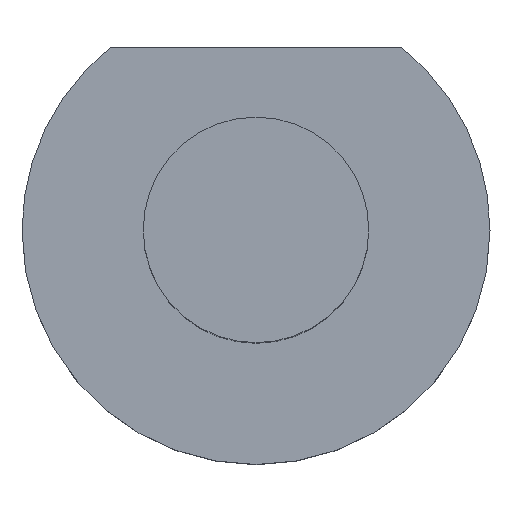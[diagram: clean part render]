
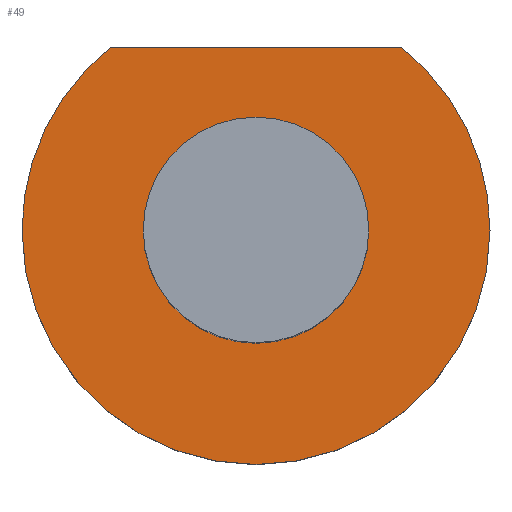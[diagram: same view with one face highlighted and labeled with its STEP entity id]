
A CAD part, top view. The second image highlights one B-rep face of the part: STEP entity #49.
In plain terms, the highlighted planar face has unit normal (0, 0, 1).
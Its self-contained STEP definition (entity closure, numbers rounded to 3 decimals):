
#40=FACE_BOUND('',#71,.T.);
#41=FACE_BOUND('',#72,.T.);
#43=PLANE('',#205);
#49=ADVANCED_FACE('',(#40,#41),#43,.F.);
#71=EDGE_LOOP('',(#98,#99,#100,#101));
#72=EDGE_LOOP('',(#102,#103));
#79=CIRCLE('',#196,20.);
#81=CIRCLE('',#200,20.);
#82=CIRCLE('',#202,41.5);
#83=CIRCLE('',#203,41.5);
#84=CIRCLE('',#204,41.5);
#98=ORIENTED_EDGE('',*,*,#142,.F.);
#99=ORIENTED_EDGE('',*,*,#143,.T.);
#100=ORIENTED_EDGE('',*,*,#144,.T.);
#101=ORIENTED_EDGE('',*,*,#145,.T.);
#102=ORIENTED_EDGE('',*,*,#139,.T.);
#103=ORIENTED_EDGE('',*,*,#141,.T.);
#124=VERTEX_POINT('',#273);
#127=VERTEX_POINT('',#278);
#128=VERTEX_POINT('',#286);
#129=VERTEX_POINT('',#287);
#130=VERTEX_POINT('',#289);
#131=VERTEX_POINT('',#291);
#139=EDGE_CURVE('',#124,#127,#79,.T.);
#141=EDGE_CURVE('',#127,#124,#81,.T.);
#142=EDGE_CURVE('',#128,#129,#156,.T.);
#143=EDGE_CURVE('',#128,#130,#82,.T.);
#144=EDGE_CURVE('',#130,#131,#83,.T.);
#145=EDGE_CURVE('',#131,#129,#84,.T.);
#156=LINE('',#285,#164);
#164=VECTOR('',#238,1.);
#196=AXIS2_PLACEMENT_3D('',#279,#226,#227);
#200=AXIS2_PLACEMENT_3D('',#283,#234,#235);
#202=AXIS2_PLACEMENT_3D('',#288,#239,#240);
#203=AXIS2_PLACEMENT_3D('',#290,#241,#242);
#204=AXIS2_PLACEMENT_3D('',#292,#243,#244);
#205=AXIS2_PLACEMENT_3D('',#293,#245,#246);
#226=DIRECTION('',(0.,0.,-1.));
#227=DIRECTION('',(-1.,0.,0.));
#234=DIRECTION('',(0.,0.,-1.));
#235=DIRECTION('',(-1.,0.,0.));
#238=DIRECTION('',(1.,0.,0.));
#239=DIRECTION('',(0.,0.,1.));
#240=DIRECTION('',(-1.,0.,0.));
#241=DIRECTION('',(0.,0.,1.));
#242=DIRECTION('',(-1.,0.,0.));
#243=DIRECTION('',(0.,0.,1.));
#244=DIRECTION('',(-1.,0.,0.));
#245=DIRECTION('',(0.,0.,-1.));
#246=DIRECTION('',(1.,0.,0.));
#273=CARTESIAN_POINT('',(20.,0.,0.));
#278=CARTESIAN_POINT('',(-20.,0.,0.));
#279=CARTESIAN_POINT('',(0.,0.,0.));
#283=CARTESIAN_POINT('',(0.,0.,0.));
#285=CARTESIAN_POINT('',(25.807,32.5,0.));
#286=CARTESIAN_POINT('',(-25.807,32.5,0.));
#287=CARTESIAN_POINT('',(25.807,32.5,0.));
#288=CARTESIAN_POINT('',(0.,0.,0.));
#289=CARTESIAN_POINT('',(-41.5,0.,0.));
#290=CARTESIAN_POINT('',(0.,0.,0.));
#291=CARTESIAN_POINT('',(41.5,0.,0.));
#292=CARTESIAN_POINT('',(0.,0.,0.));
#293=CARTESIAN_POINT('',(0.,0.,0.));
